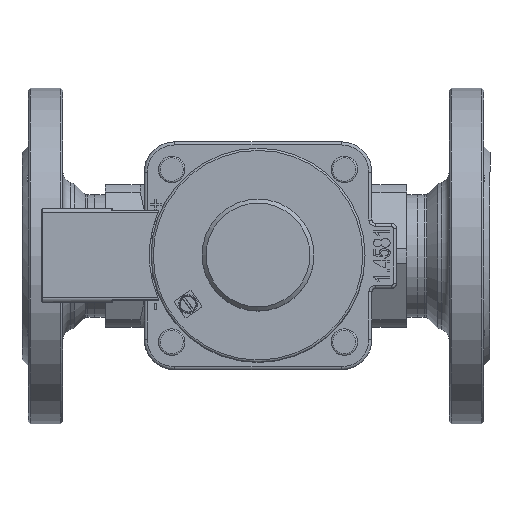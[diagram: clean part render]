
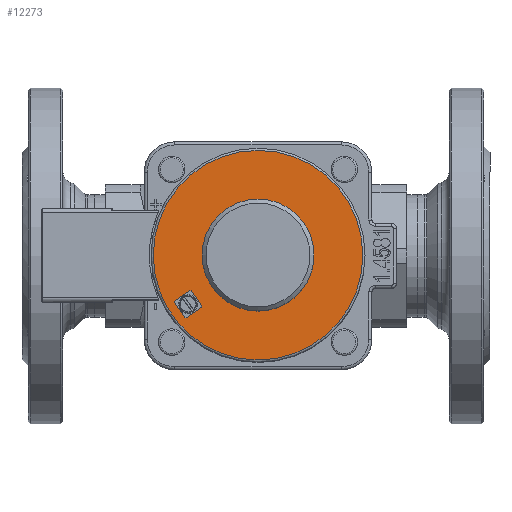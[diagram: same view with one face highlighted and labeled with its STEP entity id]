
A CAD part, top view. The second image highlights one B-rep face of the part: STEP entity #12273.
In plain terms, the highlighted planar face has unit normal (0, 0, 1).
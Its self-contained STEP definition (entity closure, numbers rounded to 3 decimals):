
#208=FACE_BOUND('',#3741,.T.);
#209=FACE_BOUND('',#3742,.T.);
#1235=LINE('',#19532,#1993);
#1246=LINE('',#19553,#2004);
#1247=LINE('',#19556,#2005);
#1249=LINE('',#19560,#2007);
#1251=LINE('',#19564,#2009);
#1253=LINE('',#19568,#2011);
#1255=LINE('',#19572,#2013);
#1257=LINE('',#19575,#2015);
#1993=VECTOR('',#14882,9.);
#2004=VECTOR('',#14897,0.707);
#2005=VECTOR('',#14900,0.707);
#2007=VECTOR('',#14904,9.);
#2009=VECTOR('',#14908,0.707);
#2011=VECTOR('',#14912,9.);
#2013=VECTOR('',#14916,0.707);
#2015=VECTOR('',#14920,9.);
#2953=FACE_OUTER_BOUND('',#3740,.T.);
#3740=EDGE_LOOP('',(#9003));
#3741=EDGE_LOOP('',(#9004));
#3742=EDGE_LOOP('',(#9005,#9006,#9007,#9008,#9009,#9010,#9011,#9012));
#4548=CIRCLE('',#13133,27.5);
#4575=CIRCLE('',#13198,51.5);
#5197=VERTEX_POINT('',#19361);
#5238=VERTEX_POINT('',#19528);
#5240=VERTEX_POINT('',#19531);
#5248=VERTEX_POINT('',#19551);
#5249=VERTEX_POINT('',#19555);
#5250=VERTEX_POINT('',#19559);
#5251=VERTEX_POINT('',#19563);
#5252=VERTEX_POINT('',#19567);
#5253=VERTEX_POINT('',#19571);
#5254=VERTEX_POINT('',#19577);
#6572=EDGE_CURVE('',#5197,#5197,#4548,.T.);
#6630=EDGE_CURVE('',#5240,#5238,#1235,.T.);
#6641=EDGE_CURVE('',#5238,#5248,#1246,.T.);
#6642=EDGE_CURVE('',#5249,#5240,#1247,.T.);
#6644=EDGE_CURVE('',#5250,#5249,#1249,.T.);
#6646=EDGE_CURVE('',#5251,#5250,#1251,.T.);
#6648=EDGE_CURVE('',#5252,#5251,#1253,.T.);
#6650=EDGE_CURVE('',#5253,#5252,#1255,.T.);
#6652=EDGE_CURVE('',#5248,#5253,#1257,.T.);
#6653=EDGE_CURVE('',#5254,#5254,#4575,.T.);
#9003=ORIENTED_EDGE('',*,*,#6653,.F.);
#9004=ORIENTED_EDGE('',*,*,#6572,.T.);
#9005=ORIENTED_EDGE('',*,*,#6630,.T.);
#9006=ORIENTED_EDGE('',*,*,#6641,.T.);
#9007=ORIENTED_EDGE('',*,*,#6652,.T.);
#9008=ORIENTED_EDGE('',*,*,#6650,.T.);
#9009=ORIENTED_EDGE('',*,*,#6648,.T.);
#9010=ORIENTED_EDGE('',*,*,#6646,.T.);
#9011=ORIENTED_EDGE('',*,*,#6644,.T.);
#9012=ORIENTED_EDGE('',*,*,#6642,.T.);
#11845=PLANE('',#13197);
#12273=ADVANCED_FACE('',(#2953,#208,#209),#11845,.T.);
#13133=AXIS2_PLACEMENT_3D('',#19362,#14751,#14752);
#13197=AXIS2_PLACEMENT_3D('',#19576,#14921,#14922);
#13198=AXIS2_PLACEMENT_3D('',#19578,#14923,#14924);
#14751=DIRECTION('center_axis',(0.,0.,
-1.));
#14752=DIRECTION('ref_axis',(0.,-1.,0.));
#14882=DIRECTION('',(-0.574,0.819,0.));
#14897=DIRECTION('',(0.174,0.985,0.));
#14900=DIRECTION('',(-0.985,0.174,0.));
#14904=DIRECTION('',(-0.819,-0.574,0.));
#14908=DIRECTION('',(-0.174,-0.985,0.));
#14912=DIRECTION('',(0.574,-0.819,0.));
#14916=DIRECTION('',(0.985,-0.174,0.));
#14920=DIRECTION('',(0.819,0.574,0.));
#14921=DIRECTION('center_axis',(0.,0.,
1.));
#14922=DIRECTION('ref_axis',(0.,-1.,0.));
#14923=DIRECTION('center_axis',(0.,0.,
-1.));
#14924=DIRECTION('ref_axis',(1.,0.,0.));
#19361=CARTESIAN_POINT('',(0.,27.5,227.46));
#19362=CARTESIAN_POINT('Origin',(0.,0.,
227.46));
#19528=CARTESIAN_POINT('',(-41.083,-23.272,227.46));
#19531=CARTESIAN_POINT('',(-35.921,-30.644,227.46));
#19532=CARTESIAN_POINT('',(-28.656,-41.019,227.46));
#19551=CARTESIAN_POINT('',(-40.96,-22.576,227.46));
#19553=CARTESIAN_POINT('',(-37.672,-3.928,227.46));
#19555=CARTESIAN_POINT('',(-35.224,-30.767,227.46));
#19556=CARTESIAN_POINT('',(3.848,-37.657,227.46));
#19559=CARTESIAN_POINT('',(-27.852,-25.605,227.46));
#19560=CARTESIAN_POINT('',(4.868,-2.694,227.46));
#19563=CARTESIAN_POINT('',(-27.729,-24.909,227.46));
#19564=CARTESIAN_POINT('',(-24.441,-6.261,227.46));
#19567=CARTESIAN_POINT('',(-32.891,-17.536,227.46));
#19568=CARTESIAN_POINT('',(-23.333,-31.187,227.46));
#19571=CARTESIAN_POINT('',(-33.588,-17.413,227.46));
#19572=CARTESIAN_POINT('',(6.181,-24.426,227.46));
#19575=CARTESIAN_POINT('',(-4.963,2.63,227.46));
#19576=CARTESIAN_POINT('Origin',(51.134,0.,
227.46));
#19577=CARTESIAN_POINT('',(51.5,0.,227.46));
#19578=CARTESIAN_POINT('Origin',(0.,0.,
227.46));
